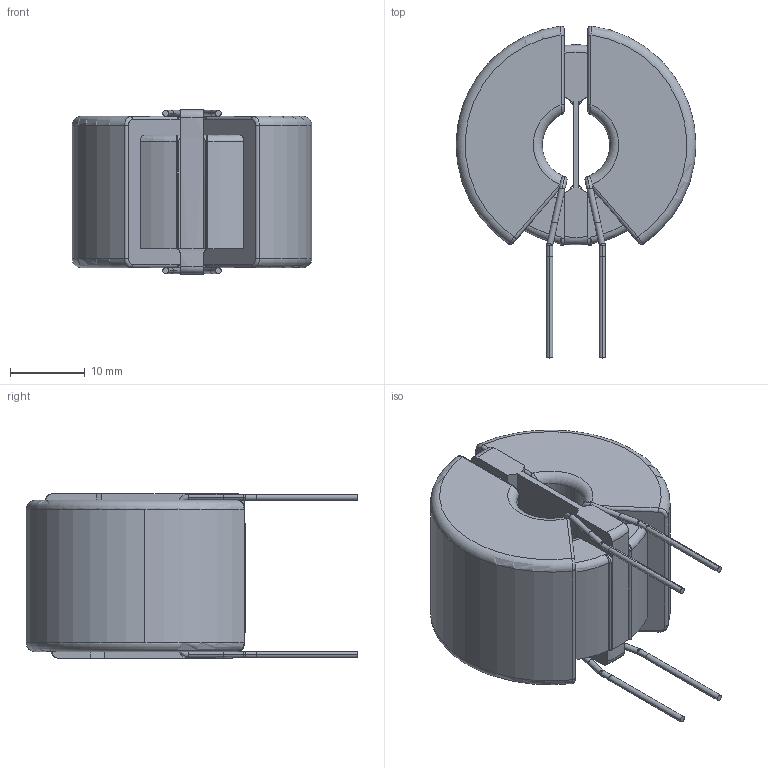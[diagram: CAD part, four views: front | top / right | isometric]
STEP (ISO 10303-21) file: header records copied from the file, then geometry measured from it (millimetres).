
FILE_DESCRIPTION (( 'STEP AP214' ), '1' );
FILE_NAME ('SC-05-200.STEP', '2019-02-01T07:16:10', ( '' ), ( '' ), 'SwSTEP 2.0', 'SolidWorks 2018', '' );
FILE_SCHEMA (( 'AUTOMOTIVE_DESIGN' ));
Length unit declared in the file: millimetre
Products named in the file (1): SC-05-200
Bounding box: 32 x 44.3 x 22 mm (x, y, z)
Volume: 13625.2 mm3; surface area: 6031.1 mm2
Topology: 1 solids, 1 shells, 273 faces, 750 edges, 474 vertices
Faces by surface type: plane 113, cylinder 91, torus 27, bspline 26, cone 16
Entity records: 13373 total; most frequent: CARTESIAN_POINT 3793, ORIENTED_EDGE 1500, DIRECTION 1262, EDGE_CURVE 750, VERTEX_POINT 474, AXIS2_PLACEMENT_3D 463, VECTOR 336, LINE 336
